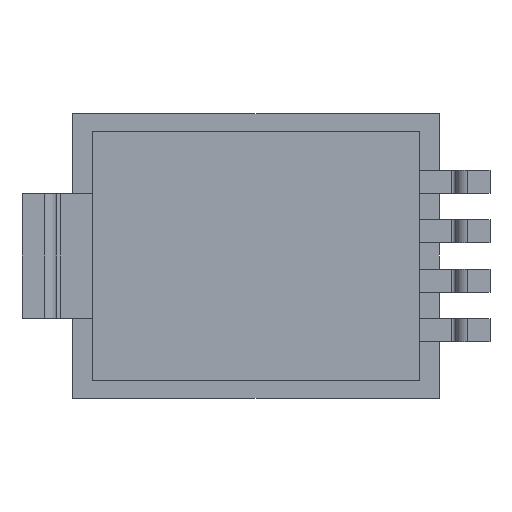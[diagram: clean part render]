
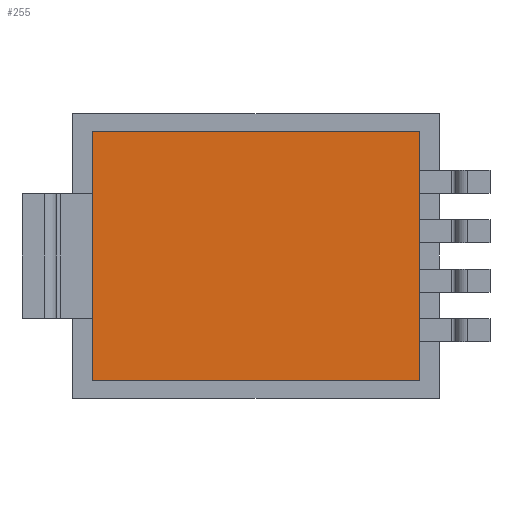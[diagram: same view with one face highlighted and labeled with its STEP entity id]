
A CAD part, front view. The second image highlights one B-rep face of the part: STEP entity #255.
In plain terms, the highlighted planar face has unit normal (0, -1, 0).
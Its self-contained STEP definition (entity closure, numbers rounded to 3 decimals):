
#255 = ADVANCED_FACE ( 'NONE', ( #2882 ), #2614, .F. ) ;
#268 = CARTESIAN_POINT ( 'NONE',  ( 4.2, 0.35, 3.2 ) ) ;
#291 = EDGE_CURVE ( 'NONE', #475, #342, #2026, .T. ) ;
#342 = VERTEX_POINT ( 'NONE', #268 ) ;
#414 = LINE ( 'NONE', #1594, #1101 ) ;
#468 = EDGE_LOOP ( 'NONE', ( #1954, #2269, #1554, #2771 ) ) ;
#475 = VERTEX_POINT ( 'NONE', #1453 ) ;
#681 = LINE ( 'NONE', #1391, #826 ) ;
#771 = VECTOR ( 'NONE', #2007, 1000. ) ;
#803 = DIRECTION ( 'NONE',  ( 0., 1., 0. ) ) ;
#826 = VECTOR ( 'NONE', #2498, 1000. ) ;
#844 = DIRECTION ( 'NONE',  ( 0., 0., 1. ) ) ;
#952 = LINE ( 'NONE', #2305, #1028 ) ;
#1028 = VECTOR ( 'NONE', #2320, 1000. ) ;
#1098 = CARTESIAN_POINT ( 'NONE',  ( 4.2, 0.35, -3.2 ) ) ;
#1101 = VECTOR ( 'NONE', #2878, 1000. ) ;
#1117 = EDGE_CURVE ( 'NONE', #2008, #475, #414, .T. ) ;
#1391 = CARTESIAN_POINT ( 'NONE',  ( 4.2, 0.35, 3.2 ) ) ;
#1453 = CARTESIAN_POINT ( 'NONE',  ( -4.2, 0.35, 3.2 ) ) ;
#1554 = ORIENTED_EDGE ( 'NONE', *, *, #1117, .F. ) ;
#1594 = CARTESIAN_POINT ( 'NONE',  ( -4.2, 0.35, 3.2 ) ) ;
#1708 = EDGE_CURVE ( 'NONE', #342, #2029, #681, .T. ) ;
#1954 = ORIENTED_EDGE ( 'NONE', *, *, #1708, .F. ) ;
#2007 = DIRECTION ( 'NONE',  ( 1., 0., 0. ) ) ;
#2008 = VERTEX_POINT ( 'NONE', #2864 ) ;
#2026 = LINE ( 'NONE', #2684, #771 ) ;
#2029 = VERTEX_POINT ( 'NONE', #1098 ) ;
#2269 = ORIENTED_EDGE ( 'NONE', *, *, #291, .F. ) ;
#2305 = CARTESIAN_POINT ( 'NONE',  ( 4.2, 0.35, -3.2 ) ) ;
#2320 = DIRECTION ( 'NONE',  ( -1., 0., 0. ) ) ;
#2333 = EDGE_CURVE ( 'NONE', #2029, #2008, #952, .T. ) ;
#2406 = CARTESIAN_POINT ( 'NONE',  ( 4.2, 0.35, 3.2 ) ) ;
#2498 = DIRECTION ( 'NONE',  ( 0., 0., -1. ) ) ;
#2614 = PLANE ( 'NONE',  #2889 ) ;
#2684 = CARTESIAN_POINT ( 'NONE',  ( 4.2, 0.35, 3.2 ) ) ;
#2771 = ORIENTED_EDGE ( 'NONE', *, *, #2333, .F. ) ;
#2864 = CARTESIAN_POINT ( 'NONE',  ( -4.2, 0.35, -3.2 ) ) ;
#2878 = DIRECTION ( 'NONE',  ( 0., 0., 1. ) ) ;
#2882 = FACE_OUTER_BOUND ( 'NONE', #468, .T. ) ;
#2889 = AXIS2_PLACEMENT_3D ( 'NONE', #2406, #803, #844 ) ;
